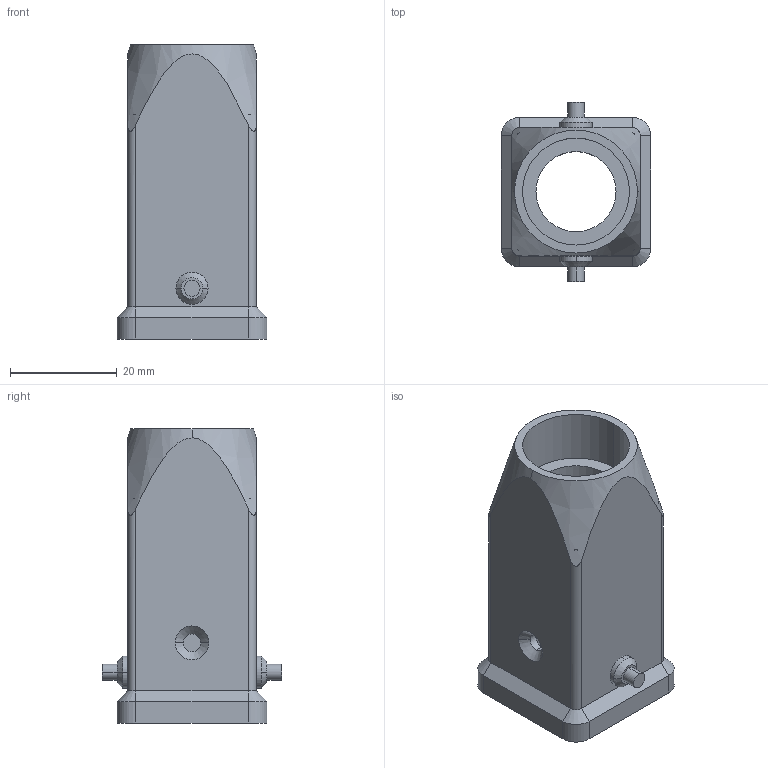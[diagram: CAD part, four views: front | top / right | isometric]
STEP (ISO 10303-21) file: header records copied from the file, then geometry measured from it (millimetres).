
FILE_DESCRIPTION(('Creo Elements/Direct Modeling STEP Export'),'2;1');
FILE_NAME('0lndrp34h3k3pi74344','2018-02-07T 8:15:12',(''),(''),'PTC Creo Elements/Direct Modeling STEP processor for AP214 (Solid Model)','PTC Creo Elements/Direct Modeling 19.0E 27-Jun-2016 (C) Parametric Technology GmbH','');
FILE_SCHEMA(('AUTOMOTIVE_DESIGN { 1 0 10303 214 1 1 1 1 }'));
Length unit declared in the file: millimetre
Products named in the file (1): MKAR_V20
Bounding box: 28 x 33.5 x 55 mm (x, y, z)
Volume: 7863.1 mm3; surface area: 10606.6 mm2
Topology: 1 solids, 1 shells, 81 faces, 229 edges, 163 vertices
Faces by surface type: plane 38, cylinder 30, cone 13
Entity records: 3793 total; most frequent: CARTESIAN_POINT 1042, ORIENTED_EDGE 458, DIRECTION 409, EDGE_CURVE 229, VERTEX_POINT 163, AXIS2_PLACEMENT_3D 140, VECTOR 129, LINE 129
